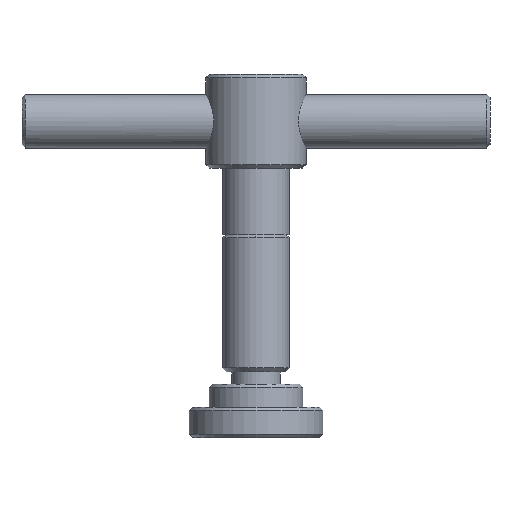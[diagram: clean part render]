
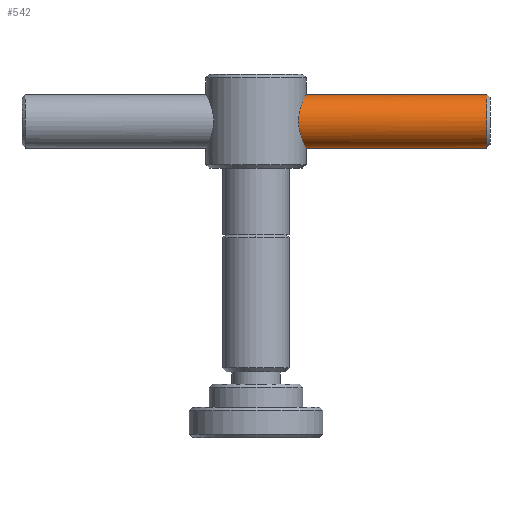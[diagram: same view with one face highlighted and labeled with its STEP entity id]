
A CAD part, front view. The second image highlights one B-rep face of the part: STEP entity #542.
In plain terms, the highlighted cylindrical face has radius 8 mm (diameter 16 mm), a partial arc.
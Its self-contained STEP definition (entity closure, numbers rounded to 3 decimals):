
#346=EDGE_CURVE('',#444,#556,#764,.T.);
#384=VERTEX_POINT('',#806);
#430=VERTEX_POINT('',#856);
#444=VERTEX_POINT('',#870);
#486=EDGE_CURVE('',#384,#430,#917,.T.);
#488=EDGE_CURVE('',#556,#384,#919,.T.);
#542=ADVANCED_FACE('',(#981),#982,.T.);
#556=VERTEX_POINT('',#997);
#566=EDGE_CURVE('',#430,#444,#1008,.T.);
#764=CIRCLE('',#1252,8.);
#806=CARTESIAN_POINT('',(15.0,0.,86.6));
#856=CARTESIAN_POINT('',(15.0,0.,102.6));
#870=CARTESIAN_POINT('',(69.,0.,102.6));
#917=B_SPLINE_CURVE_WITH_KNOTS('',3,(#1520,#1521,#1522,#1523,#1524,#1525,#1526,#1527,#1528,#1529,#1530,#1531,#1532,#1533,#1534,#1535,#1536,#1537,#1538,#1539,#1540,#1541,#1542,#1543,#1544,#1545,#1546,#1547,#1548,#1549,#1550,#1551,#1552,#1553),.UNSPECIFIED.,.F.,.F.,(4,2,2,2,2,2,2,2,2,2,2,2,2,2,2,2,4),(12.341,13.88,15.42,16.96,18.5,20.045,21.59,23.136,24.681,26.227,27.772,29.317,30.863,32.403,33.942,35.482,37.022),.UNSPECIFIED.);
#919=LINE('',#1556,#1557);
#981=FACE_OUTER_BOUND('',#1657,.T.);
#982=CYLINDRICAL_SURFACE('',#1658,8.);
#997=CARTESIAN_POINT('',(69.,0.,86.6));
#1008=LINE('',#1690,#1691);
#1252=AXIS2_PLACEMENT_3D('',#1978,#1979,#1980);
#1520=CARTESIAN_POINT('',(15.0,0.,86.6));
#1521=CARTESIAN_POINT('',(15.,-0.513,86.6));
#1522=CARTESIAN_POINT('',(14.973,-1.041,86.65));
#1523=CARTESIAN_POINT('',(14.864,-2.084,86.858));
#1524=CARTESIAN_POINT('',(14.782,-2.599,87.015));
#1525=CARTESIAN_POINT('',(14.575,-3.582,87.427));
#1526=CARTESIAN_POINT('',(14.45,-4.05,87.682));
#1527=CARTESIAN_POINT('',(14.18,-4.913,88.265));
#1528=CARTESIAN_POINT('',(14.034,-5.308,88.594));
#1529=CARTESIAN_POINT('',(13.75,-6.007,89.293));
#1530=CARTESIAN_POINT('',(13.6,-6.336,89.688));
#1531=CARTESIAN_POINT('',(13.313,-6.919,90.551));
#1532=CARTESIAN_POINT('',(13.176,-7.173,91.019));
#1533=CARTESIAN_POINT('',(12.943,-7.584,92.));
#1534=CARTESIAN_POINT('',(12.848,-7.742,92.514));
#1535=CARTESIAN_POINT('',(12.721,-7.949,93.557));
#1536=CARTESIAN_POINT('',(12.689,-8.,94.085));
#1537=CARTESIAN_POINT('',(12.689,-8.,95.115));
#1538=CARTESIAN_POINT('',(12.721,-7.949,95.643));
#1539=CARTESIAN_POINT('',(12.848,-7.742,96.686));
#1540=CARTESIAN_POINT('',(12.943,-7.584,97.2));
#1541=CARTESIAN_POINT('',(13.176,-7.173,98.181));
#1542=CARTESIAN_POINT('',(13.313,-6.919,98.649));
#1543=CARTESIAN_POINT('',(13.6,-6.336,99.512));
#1544=CARTESIAN_POINT('',(13.75,-6.007,99.907));
#1545=CARTESIAN_POINT('',(14.034,-5.308,100.606));
#1546=CARTESIAN_POINT('',(14.18,-4.913,100.935));
#1547=CARTESIAN_POINT('',(14.45,-4.05,101.518));
#1548=CARTESIAN_POINT('',(14.575,-3.582,101.773));
#1549=CARTESIAN_POINT('',(14.782,-2.599,102.185));
#1550=CARTESIAN_POINT('',(14.864,-2.084,102.342));
#1551=CARTESIAN_POINT('',(14.973,-1.041,102.55));
#1552=CARTESIAN_POINT('',(15.,-0.513,102.6));
#1553=CARTESIAN_POINT('',(15.0,0.,102.6));
#1556=CARTESIAN_POINT('',(40.844,0.,86.6));
#1557=VECTOR('',#2134,1.0);
#1657=EDGE_LOOP('',(#2202,#2203,#2204,#2205));
#1658=AXIS2_PLACEMENT_3D('',#2206,#2207,#2208);
#1690=CARTESIAN_POINT('',(40.844,0.,102.6));
#1691=VECTOR('',#2234,1.0);
#1978=CARTESIAN_POINT('',(69.,0.,94.6));
#1979=DIRECTION('',(1.0,0.,0.));
#1980=DIRECTION('',(0.,0.,1.0));
#2134=DIRECTION('',(-1.0,0.,0.));
#2202=ORIENTED_EDGE('',*,*,#566,.F.);
#2203=ORIENTED_EDGE('',*,*,#486,.F.);
#2204=ORIENTED_EDGE('',*,*,#488,.F.);
#2205=ORIENTED_EDGE('',*,*,#346,.F.);
#2206=CARTESIAN_POINT('',(0.,0.,94.6));
#2207=DIRECTION('',(-1.0,0.,0.));
#2208=DIRECTION('',(0.,0.,1.0));
#2234=DIRECTION('',(1.0,0.,0.));
